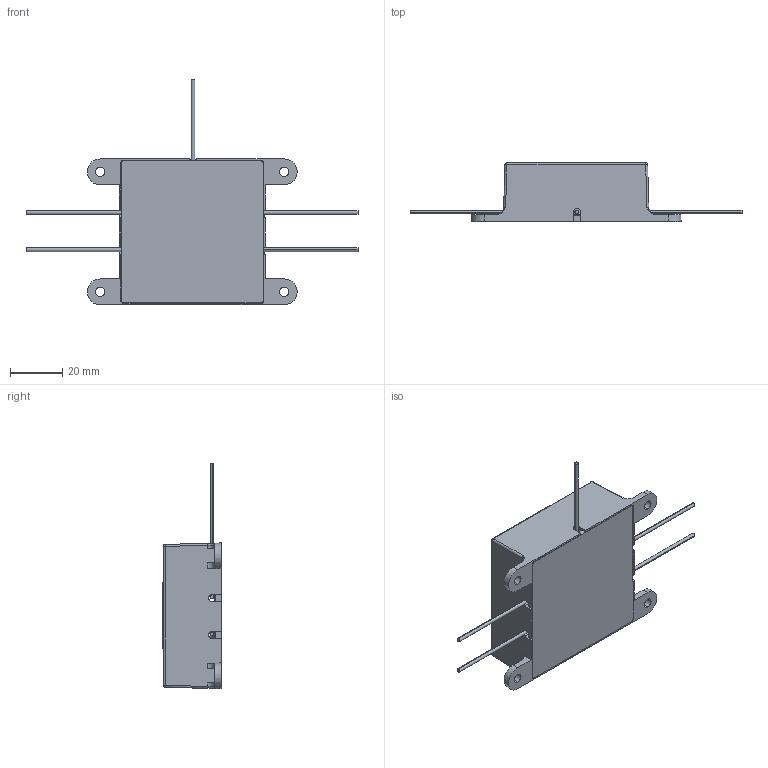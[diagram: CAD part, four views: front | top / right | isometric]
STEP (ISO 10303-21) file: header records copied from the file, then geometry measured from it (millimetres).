
FILE_DESCRIPTION (( 'STEP AP214' ), '1' );
FILE_NAME ('1100-519-E.STEP', '2019-01-22T20:31:54', ( '' ), ( '' ), 'SwSTEP 2.0', 'SolidWorks 2018', '' );
FILE_SCHEMA (( 'AUTOMOTIVE_DESIGN' ));
Length unit declared in the file: inch
Products named in the file (15): 2200-255; 2001-050; 3320-092^2250-383; 2250-383_Wires shown; 2001-049; 1100-519-E; 2003-135; 3320-093^2250-383; 2021-019
Assembly tree (8 placements, depth 3):
  2200-255
  2001-050
  1100-519-E
    2021-019
      2001-050
    2250-383_Wires shown
      2200-255
      3320-093^2250-383
      3320-092^2250-383
    2003-135
    2001-049
  2001-049
  2003-135
Bounding box: 127.2 x 22.66 x 86.41 mm (x, y, z)
Volume: 27868.4 mm3; surface area: 32142.5 mm2
Topology: 15 solids, 15 shells, 2768 faces, 7584 edges, 5040 vertices
Faces by surface type: plane 1835, bspline 766, cylinder 135, torus 24, cone 4, sphere 4
Entity records: 161065 total; most frequent: CARTESIAN_POINT 63086, ORIENTED_EDGE 15160, DIRECTION 10342, EDGE_CURVE 7580, LINE 5718, VECTOR 5718, VERTEX_POINT 5040, EDGE_LOOP 3034
